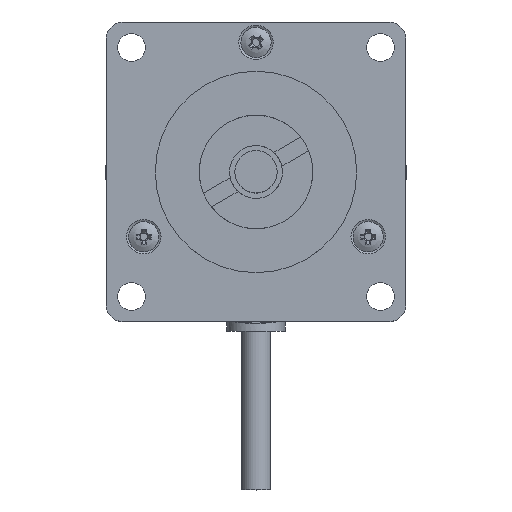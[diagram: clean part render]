
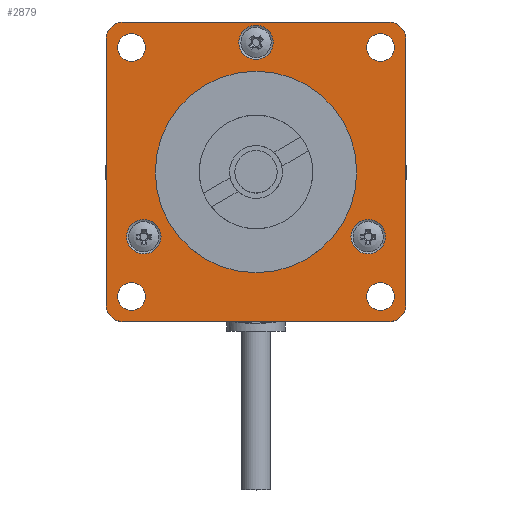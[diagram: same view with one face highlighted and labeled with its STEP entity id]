
A CAD part, top view. The second image highlights one B-rep face of the part: STEP entity #2879.
In plain terms, the highlighted planar face has unit normal (0, 0, 1).
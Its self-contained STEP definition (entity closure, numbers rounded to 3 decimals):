
#252=FACE_BOUND('',#892,.T.);
#253=FACE_BOUND('',#893,.T.);
#254=FACE_BOUND('',#894,.T.);
#255=FACE_BOUND('',#895,.T.);
#256=FACE_BOUND('',#896,.T.);
#257=FACE_BOUND('',#897,.T.);
#258=FACE_BOUND('',#898,.T.);
#259=FACE_BOUND('',#899,.T.);
#439=CIRCLE('',#3208,3.25);
#442=CIRCLE('',#3213,3.25);
#445=CIRCLE('',#3218,3.25);
#467=CIRCLE('',#3253,19.05);
#468=CIRCLE('',#3256,3.);
#469=CIRCLE('',#3257,3.);
#470=CIRCLE('',#3258,3.);
#471=CIRCLE('',#3259,3.);
#472=CIRCLE('',#3260,2.6);
#473=CIRCLE('',#3261,2.6);
#474=CIRCLE('',#3262,2.6);
#475=CIRCLE('',#3263,2.6);
#643=FACE_OUTER_BOUND('',#891,.T.);
#891=EDGE_LOOP('',(#2564,#2565,#2566,#2567,#2568,#2569,#2570,#2571));
#892=EDGE_LOOP('',(#2572));
#893=EDGE_LOOP('',(#2573));
#894=EDGE_LOOP('',(#2574));
#895=EDGE_LOOP('',(#2575));
#896=EDGE_LOOP('',(#2576));
#897=EDGE_LOOP('',(#2577));
#898=EDGE_LOOP('',(#2578));
#899=EDGE_LOOP('',(#2579));
#1048=LINE('',#5108,#1192);
#1049=LINE('',#5112,#1193);
#1050=LINE('',#5116,#1194);
#1051=LINE('',#5120,#1195);
#1192=VECTOR('',#4106,50.6);
#1193=VECTOR('',#4109,50.6);
#1194=VECTOR('',#4112,50.6);
#1195=VECTOR('',#4115,50.6);
#1436=VERTEX_POINT('',#5017);
#1439=VERTEX_POINT('',#5025);
#1442=VERTEX_POINT('',#5033);
#1468=VERTEX_POINT('',#5102);
#1469=VERTEX_POINT('',#5106);
#1470=VERTEX_POINT('',#5107);
#1471=VERTEX_POINT('',#5109);
#1472=VERTEX_POINT('',#5111);
#1473=VERTEX_POINT('',#5113);
#1474=VERTEX_POINT('',#5115);
#1475=VERTEX_POINT('',#5117);
#1476=VERTEX_POINT('',#5119);
#1477=VERTEX_POINT('',#5122);
#1478=VERTEX_POINT('',#5124);
#1479=VERTEX_POINT('',#5126);
#1480=VERTEX_POINT('',#5128);
#1805=EDGE_CURVE('',#1436,#1436,#439,.T.);
#1808=EDGE_CURVE('',#1439,#1439,#442,.T.);
#1811=EDGE_CURVE('',#1442,#1442,#445,.T.);
#1841=EDGE_CURVE('',#1468,#1468,#467,.T.);
#1842=EDGE_CURVE('',#1469,#1470,#1048,.T.);
#1843=EDGE_CURVE('',#1471,#1469,#468,.T.);
#1844=EDGE_CURVE('',#1472,#1471,#1049,.T.);
#1845=EDGE_CURVE('',#1473,#1472,#469,.T.);
#1846=EDGE_CURVE('',#1474,#1473,#1050,.T.);
#1847=EDGE_CURVE('',#1475,#1474,#470,.T.);
#1848=EDGE_CURVE('',#1476,#1475,#1051,.T.);
#1849=EDGE_CURVE('',#1470,#1476,#471,.T.);
#1850=EDGE_CURVE('',#1477,#1477,#472,.T.);
#1851=EDGE_CURVE('',#1478,#1478,#473,.T.);
#1852=EDGE_CURVE('',#1479,#1479,#474,.T.);
#1853=EDGE_CURVE('',#1480,#1480,#475,.T.);
#2564=ORIENTED_EDGE('',*,*,#1842,.F.);
#2565=ORIENTED_EDGE('',*,*,#1843,.F.);
#2566=ORIENTED_EDGE('',*,*,#1844,.F.);
#2567=ORIENTED_EDGE('',*,*,#1845,.F.);
#2568=ORIENTED_EDGE('',*,*,#1846,.F.);
#2569=ORIENTED_EDGE('',*,*,#1847,.F.);
#2570=ORIENTED_EDGE('',*,*,#1848,.F.);
#2571=ORIENTED_EDGE('',*,*,#1849,.F.);
#2572=ORIENTED_EDGE('',*,*,#1805,.T.);
#2573=ORIENTED_EDGE('',*,*,#1808,.T.);
#2574=ORIENTED_EDGE('',*,*,#1811,.T.);
#2575=ORIENTED_EDGE('',*,*,#1850,.T.);
#2576=ORIENTED_EDGE('',*,*,#1851,.T.);
#2577=ORIENTED_EDGE('',*,*,#1852,.T.);
#2578=ORIENTED_EDGE('',*,*,#1853,.T.);
#2579=ORIENTED_EDGE('',*,*,#1841,.T.);
#2707=PLANE('',#3255);
#2879=ADVANCED_FACE('',(#643,#252,#253,#254,#255,#256,#257,#258,#259),#2707,
 .T.);
#3208=AXIS2_PLACEMENT_3D('',#5018,#4002,#4003);
#3213=AXIS2_PLACEMENT_3D('',#5026,#4012,#4013);
#3218=AXIS2_PLACEMENT_3D('',#5034,#4022,#4023);
#3253=AXIS2_PLACEMENT_3D('',#5103,#4100,#4101);
#3255=AXIS2_PLACEMENT_3D('',#5105,#4104,#4105);
#3256=AXIS2_PLACEMENT_3D('',#5110,#4107,#4108);
#3257=AXIS2_PLACEMENT_3D('',#5114,#4110,#4111);
#3258=AXIS2_PLACEMENT_3D('',#5118,#4113,#4114);
#3259=AXIS2_PLACEMENT_3D('',#5121,#4116,#4117);
#3260=AXIS2_PLACEMENT_3D('',#5123,#4118,#4119);
#3261=AXIS2_PLACEMENT_3D('',#5125,#4120,#4121);
#3262=AXIS2_PLACEMENT_3D('',#5127,#4122,#4123);
#3263=AXIS2_PLACEMENT_3D('',#5129,#4124,#4125);
#4002=DIRECTION('center_axis',(0.,0.,-1.));
#4003=DIRECTION('ref_axis',(1.,0.,0.));
#4012=DIRECTION('center_axis',(0.,0.,-1.));
#4013=DIRECTION('ref_axis',(1.,0.,0.));
#4022=DIRECTION('center_axis',(0.,0.,-1.));
#4023=DIRECTION('ref_axis',(1.,0.,0.));
#4100=DIRECTION('center_axis',(0.,0.,-1.));
#4101=DIRECTION('ref_axis',(-1.,0.,0.));
#4104=DIRECTION('center_axis',(0.,0.,1.));
#4105=DIRECTION('ref_axis',(1.,0.,0.));
#4106=DIRECTION('',(1.,0.,0.));
#4107=DIRECTION('center_axis',(0.,0.,-1.));
#4108=DIRECTION('ref_axis',(0.,-1.,0.));
#4109=DIRECTION('',(0.,1.,0.));
#4110=DIRECTION('center_axis',(0.,0.,-1.));
#4111=DIRECTION('ref_axis',(1.,0.,0.));
#4112=DIRECTION('',(-1.,0.,0.));
#4113=DIRECTION('center_axis',(0.,0.,-1.));
#4114=DIRECTION('ref_axis',(0.,1.,0.));
#4115=DIRECTION('',(0.,-1.,0.));
#4116=DIRECTION('center_axis',(0.,0.,-1.));
#4117=DIRECTION('ref_axis',(-1.,0.,0.));
#4118=DIRECTION('center_axis',(0.,0.,-1.));
#4119=DIRECTION('ref_axis',(-1.,0.,0.));
#4120=DIRECTION('center_axis',(0.,0.,-1.));
#4121=DIRECTION('ref_axis',(-1.,0.,0.));
#4122=DIRECTION('center_axis',(0.,0.,-1.));
#4123=DIRECTION('ref_axis',(-1.,0.,0.));
#4124=DIRECTION('center_axis',(0.,0.,-1.));
#4125=DIRECTION('ref_axis',(-1.,0.,0.));
#5017=CARTESIAN_POINT('',(24.468,-12.25,0.));
#5018=CARTESIAN_POINT('Origin',(21.218,-12.25,0.));
#5025=CARTESIAN_POINT('',(-17.968,-12.25,0.));
#5026=CARTESIAN_POINT('Origin',(-21.218,-12.25,0.));
#5033=CARTESIAN_POINT('',(3.25,24.5,0.));
#5034=CARTESIAN_POINT('Origin',(0.,24.5,0.));
#5102=CARTESIAN_POINT('',(19.05,0.,0.));
#5103=CARTESIAN_POINT('Origin',(0.,0.,0.));
#5105=CARTESIAN_POINT('Origin',(0.,0.,0.));
#5106=CARTESIAN_POINT('',(-25.3,28.3,0.));
#5107=CARTESIAN_POINT('',(25.3,28.3,0.));
#5108=CARTESIAN_POINT('',(-25.3,28.3,0.));
#5109=CARTESIAN_POINT('',(-28.3,25.3,0.));
#5110=CARTESIAN_POINT('Origin',(-25.3,25.3,0.));
#5111=CARTESIAN_POINT('',(-28.3,-25.3,0.));
#5112=CARTESIAN_POINT('',(-28.3,-25.3,0.));
#5113=CARTESIAN_POINT('',(-25.3,-28.3,0.));
#5114=CARTESIAN_POINT('Origin',(-25.3,-25.3,0.));
#5115=CARTESIAN_POINT('',(25.3,-28.3,0.));
#5116=CARTESIAN_POINT('',(25.3,-28.3,0.));
#5117=CARTESIAN_POINT('',(28.3,-25.3,0.));
#5118=CARTESIAN_POINT('Origin',(25.3,-25.3,0.));
#5119=CARTESIAN_POINT('',(28.3,25.3,0.));
#5120=CARTESIAN_POINT('',(28.3,25.3,0.));
#5121=CARTESIAN_POINT('Origin',(25.3,25.3,0.));
#5122=CARTESIAN_POINT('',(-20.95,-23.55,0.));
#5123=CARTESIAN_POINT('Origin',(-23.55,-23.55,0.));
#5124=CARTESIAN_POINT('',(-20.95,23.55,0.));
#5125=CARTESIAN_POINT('Origin',(-23.55,23.55,0.));
#5126=CARTESIAN_POINT('',(26.15,23.55,0.));
#5127=CARTESIAN_POINT('Origin',(23.55,23.55,0.));
#5128=CARTESIAN_POINT('',(26.15,-23.55,0.));
#5129=CARTESIAN_POINT('Origin',(23.55,-23.55,0.));
